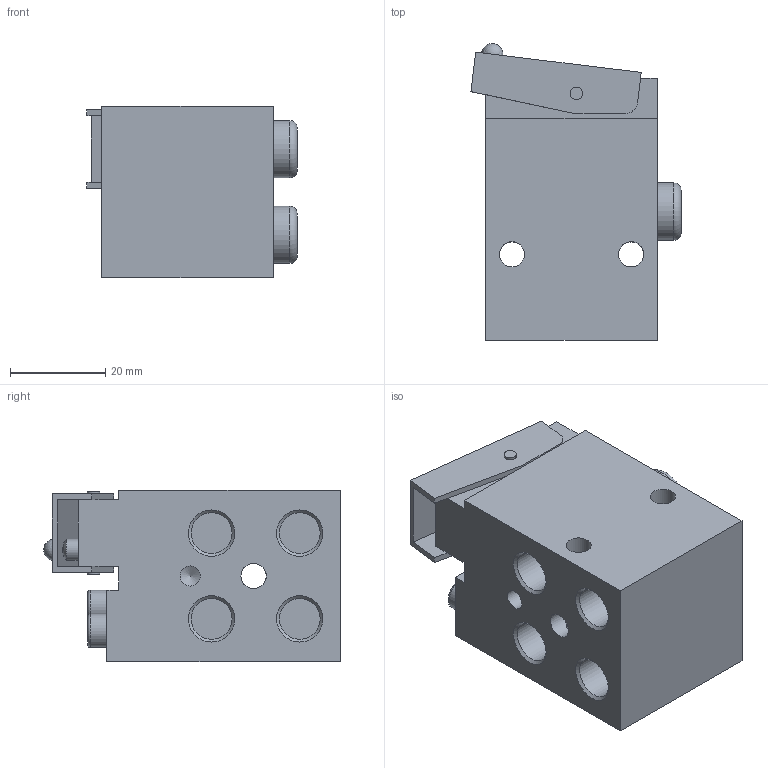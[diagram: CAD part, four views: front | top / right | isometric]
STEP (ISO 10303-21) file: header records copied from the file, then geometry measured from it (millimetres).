
FILE_DESCRIPTION(/* description */ ('STEP AP214'),/* implementation_level */ '2;1');
FILE_NAME(/* name */ '3394_VS-4-1_8',/* time_stamp */ '2024-09-17T04:25:37+02:00',/* author */ ('License CC BY-ND 4.0'),/* organization */ ('CADENAS'),/* preprocessor_version */ 'ST-DEVELOPER v19.3',/* originating_system */ 'PARTsolutions',/* authorisation */ ' ');
FILE_SCHEMA (('AUTOMOTIVE_DESIGN {1 0 10303 214 3 1 1}'));
Length unit declared in the file: millimetre
Products named in the file (1): 3394 VS-4-1/8---(0)
Bounding box: 44.12 x 62.24 x 36 mm (x, y, z)
Volume: 63603.9 mm3; surface area: 15322.5 mm2
Topology: 1 solids, 1 shells, 97 faces, 251 edges, 163 vertices
Faces by surface type: plane 65, cylinder 20, cone 6, torus 4, sphere 2
Full cylindrical faces by diameter (mm): 2.6 x2, 4.2 x1, 4.5 x1, 5.3 x4, 7 x2, 8.566 x5, 10 x1, 12 x2
Entity records: 2768 total; most frequent: CARTESIAN_POINT 532, DIRECTION 445, ORIENTED_EDGE 408, EDGE_CURVE 204, FACE_BOUND 151, EDGE_LOOP 150, VERTEX_POINT 149, AXIS2_PLACEMENT_3D 149
